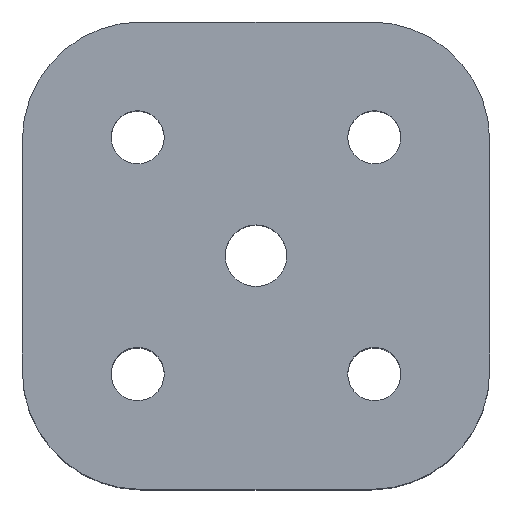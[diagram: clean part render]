
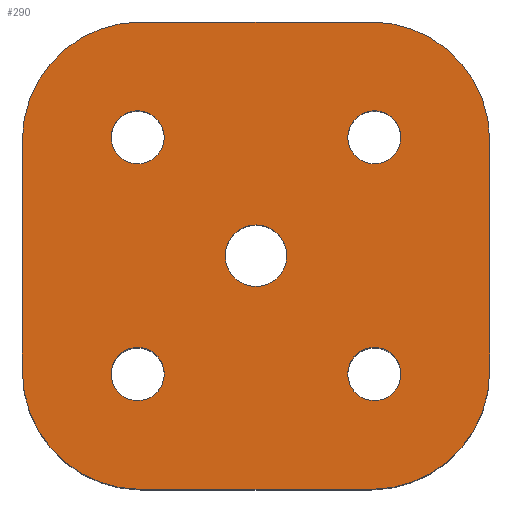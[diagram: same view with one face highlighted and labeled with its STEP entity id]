
A CAD part, top view. The second image highlights one B-rep face of the part: STEP entity #290.
In plain terms, the highlighted planar face has unit normal (0, 0, 1).
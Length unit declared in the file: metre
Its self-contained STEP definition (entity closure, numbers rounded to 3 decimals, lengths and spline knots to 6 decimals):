
#12=LINE('',#451,#28);
#16=LINE('',#460,#32);
#22=LINE('',#474,#38);
#24=LINE('',#478,#40);
#28=VECTOR('',#362,1.);
#32=VECTOR('',#368,1.);
#38=VECTOR('',#376,1.);
#40=VECTOR('',#380,1.);
#48=PLANE('',#322);
#69=ORIENTED_EDGE('',*,*,#123,.T.);
#70=ORIENTED_EDGE('',*,*,#141,.T.);
#71=ORIENTED_EDGE('',*,*,#142,.T.);
#72=ORIENTED_EDGE('',*,*,#143,.T.);
#73=ORIENTED_EDGE('',*,*,#144,.T.);
#74=ORIENTED_EDGE('',*,*,#135,.T.);
#75=ORIENTED_EDGE('',*,*,#145,.T.);
#76=ORIENTED_EDGE('',*,*,#137,.F.);
#77=ORIENTED_EDGE('',*,*,#146,.T.);
#78=ORIENTED_EDGE('',*,*,#125,.T.);
#79=ORIENTED_EDGE('',*,*,#147,.T.);
#80=ORIENTED_EDGE('',*,*,#129,.T.);
#81=ORIENTED_EDGE('',*,*,#148,.T.);
#123=EDGE_CURVE('',#159,#159,#187,.F.);
#125=EDGE_CURVE('',#161,#162,#12,.T.);
#129=EDGE_CURVE('',#165,#166,#16,.T.);
#135=EDGE_CURVE('',#172,#171,#22,.T.);
#137=EDGE_CURVE('',#173,#174,#24,.T.);
#141=EDGE_CURVE('',#177,#177,#189,.F.);
#142=EDGE_CURVE('',#178,#178,#190,.F.);
#143=EDGE_CURVE('',#179,#179,#191,.F.);
#144=EDGE_CURVE('',#180,#180,#192,.F.);
#145=EDGE_CURVE('',#171,#174,#193,.T.);
#146=EDGE_CURVE('',#173,#161,#194,.T.);
#147=EDGE_CURVE('',#162,#165,#195,.T.);
#148=EDGE_CURVE('',#166,#172,#196,.T.);
#159=VERTEX_POINT('',#447);
#161=VERTEX_POINT('',#452);
#162=VERTEX_POINT('',#453);
#165=VERTEX_POINT('',#461);
#166=VERTEX_POINT('',#462);
#171=VERTEX_POINT('',#473);
#172=VERTEX_POINT('',#475);
#173=VERTEX_POINT('',#479);
#174=VERTEX_POINT('',#480);
#177=VERTEX_POINT('',#488);
#178=VERTEX_POINT('',#490);
#179=VERTEX_POINT('',#492);
#180=VERTEX_POINT('',#494);
#187=CIRCLE('',#316,0.0026);
#189=CIRCLE('',#323,0.00225);
#190=CIRCLE('',#324,0.00225);
#191=CIRCLE('',#325,0.00225);
#192=CIRCLE('',#326,0.00225);
#193=CIRCLE('',#327,0.01);
#194=CIRCLE('',#328,0.01);
#195=CIRCLE('',#329,0.01);
#196=CIRCLE('',#330,0.01);
#213=EDGE_LOOP('',(#69));
#214=EDGE_LOOP('',(#70));
#215=EDGE_LOOP('',(#71));
#216=EDGE_LOOP('',(#72));
#217=EDGE_LOOP('',(#73));
#218=EDGE_LOOP('',(#74,#75,#76,#77,#78,#79,#80,#81));
#247=FACE_BOUND('',#213,.T.);
#248=FACE_BOUND('',#214,.T.);
#249=FACE_BOUND('',#215,.T.);
#250=FACE_BOUND('',#216,.T.);
#251=FACE_BOUND('',#217,.T.);
#252=FACE_BOUND('',#218,.T.);
#290=ADVANCED_FACE('',(#247,#248,#249,#250,#251,#252),#48,.T.);
#316=AXIS2_PLACEMENT_3D('',#446,#356,#357);
#322=AXIS2_PLACEMENT_3D('',#486,#384,#385);
#323=AXIS2_PLACEMENT_3D('',#487,#386,#387);
#324=AXIS2_PLACEMENT_3D('',#489,#388,#389);
#325=AXIS2_PLACEMENT_3D('',#491,#390,#391);
#326=AXIS2_PLACEMENT_3D('',#493,#392,#393);
#327=AXIS2_PLACEMENT_3D('',#495,#394,#395);
#328=AXIS2_PLACEMENT_3D('',#496,#396,#397);
#329=AXIS2_PLACEMENT_3D('',#497,#398,#399);
#330=AXIS2_PLACEMENT_3D('',#498,#400,#401);
#356=DIRECTION('',(0.,0.,1.));
#357=DIRECTION('',(0.,-1.,0.));
#362=DIRECTION('',(1.,0.,0.));
#368=DIRECTION('',(0.,1.,0.));
#376=DIRECTION('',(-1.,0.,0.));
#380=DIRECTION('',(0.,1.,0.));
#384=DIRECTION('',(0.,0.,1.));
#385=DIRECTION('',(1.,0.,0.));
#386=DIRECTION('',(0.,0.,1.));
#387=DIRECTION('',(0.,-1.,0.));
#388=DIRECTION('',(0.,0.,1.));
#389=DIRECTION('',(0.,-1.,0.));
#390=DIRECTION('',(0.,0.,1.));
#391=DIRECTION('',(0.,-1.,0.));
#392=DIRECTION('',(0.,0.,1.));
#393=DIRECTION('',(0.,-1.,0.));
#394=DIRECTION('',(0.,0.,1.));
#395=DIRECTION('',(0.,-1.,0.));
#396=DIRECTION('',(0.,0.,1.));
#397=DIRECTION('',(0.,-1.,0.));
#398=DIRECTION('',(0.,0.,1.));
#399=DIRECTION('',(0.,-1.,0.));
#400=DIRECTION('',(0.,0.,1.));
#401=DIRECTION('',(0.,-1.,0.));
#446=CARTESIAN_POINT('',(0.,0.,0.034));
#447=CARTESIAN_POINT('',(0.,-0.0026,0.034));
#451=CARTESIAN_POINT('',(0.1,-0.01975,0.034));
#452=CARTESIAN_POINT('',(-0.00975,-0.01975,0.034));
#453=CARTESIAN_POINT('',(0.00975,-0.01975,0.034));
#460=CARTESIAN_POINT('',(0.01975,0.,0.034));
#461=CARTESIAN_POINT('',(0.01975,-0.00975,0.034));
#462=CARTESIAN_POINT('',(0.01975,0.00975,0.034));
#473=CARTESIAN_POINT('',(-0.00975,0.01975,0.034));
#474=CARTESIAN_POINT('',(-0.1,0.01975,0.034));
#475=CARTESIAN_POINT('',(0.00975,0.01975,0.034));
#478=CARTESIAN_POINT('',(-0.01975,0.,0.034));
#479=CARTESIAN_POINT('',(-0.01975,-0.00975,0.034));
#480=CARTESIAN_POINT('',(-0.01975,0.00975,0.034));
#486=CARTESIAN_POINT('',(0.,0.,0.034));
#487=CARTESIAN_POINT('',(-0.01,0.01,0.034));
#488=CARTESIAN_POINT('',(-0.01,0.00775,0.034));
#489=CARTESIAN_POINT('',(0.01,0.01,0.034));
#490=CARTESIAN_POINT('',(0.01,0.00775,0.034));
#491=CARTESIAN_POINT('',(0.01,-0.01,0.034));
#492=CARTESIAN_POINT('',(0.01,-0.01225,0.034));
#493=CARTESIAN_POINT('',(-0.01,-0.01,0.034));
#494=CARTESIAN_POINT('',(-0.01,-0.01225,0.034));
#495=CARTESIAN_POINT('',(-0.00975,0.00975,0.034));
#496=CARTESIAN_POINT('',(-0.00975,-0.00975,0.034));
#497=CARTESIAN_POINT('',(0.00975,-0.00975,0.034));
#498=CARTESIAN_POINT('',(0.00975,0.00975,0.034));
